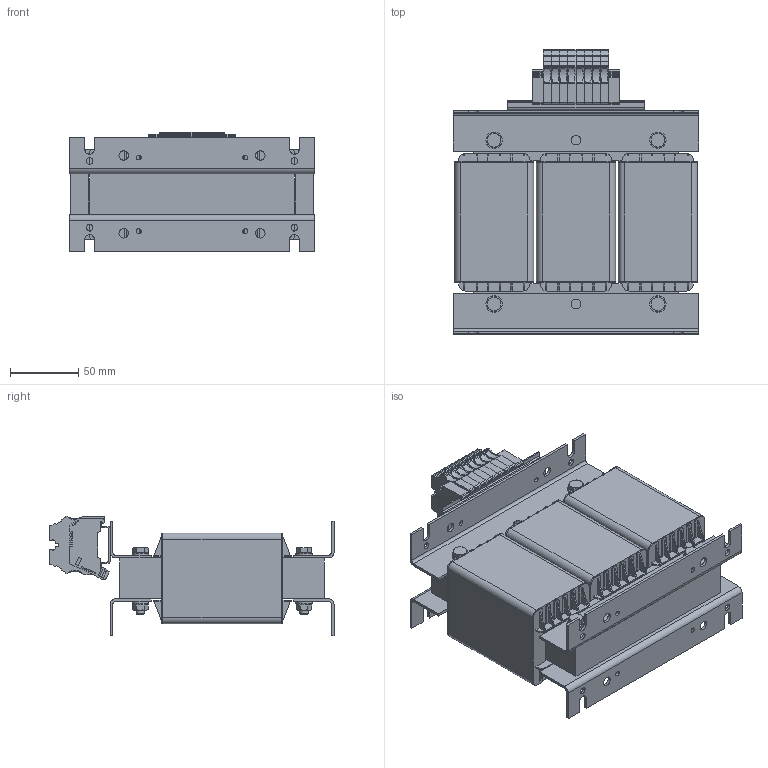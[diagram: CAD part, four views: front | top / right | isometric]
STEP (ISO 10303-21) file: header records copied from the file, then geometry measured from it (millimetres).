
FILE_DESCRIPTION(/* description */ (''),/* implementation_level */ '2;1');
FILE_NAME(/* name */ 'AUTX2.stp',/* time_stamp */ '2023-07-11T10:18:32+02:00',/* author */ ('sb'),/* organization */ (''),/* preprocessor_version */ 'ST-DEVELOPER v16.13',/* originating_system */ 'Autodesk Inventor 2018',/* authorisation */ '');
FILE_SCHEMA (('AUTOMOTIVE_DESIGN { 1 0 10303 214 3 1 1 }'));
Length unit declared in the file: millimetre
Products named in the file (14): Inductancia Toscano RC30; Núcleo RC30x30; Carrete 30x30; BRI30-3IP02; BOBINARC30x30; 7xBOR0004+1xBOR0004T; AVK 4RD_tierra; AVK 4RD; Guía DIN 120; Tornillería cierre nuclei 25x25 EIT; DIN 934 - M6; DIN 125 - A 6,4; DIN 931-1 - M6 x 45; 495049_KD3_Grey
Assembly tree (31 placements, depth 3):
  Inductancia Toscano RC30
    Núcleo RC30x30
    Carrete 30x30  x3
    BRI30-3IP02  x4
    BOBINARC30x30  x3
    7xBOR0004+1xBOR0004T
      AVK 4RD_tierra
      AVK 4RD  x7
      Guía DIN 120
    Tornillería cierre nuclei 25x25 EIT  x4
      DIN 934 - M6
      DIN 125 - A 6,4
      DIN 931-1 - M6 x 45
    495049_KD3_Grey  x2
Bounding box: 180 x 208.15 x 87.5 mm (x, y, z)
Volume: 1428014.8 mm3; surface area: 434247.8 mm2
Topology: 38 solids, 38 shells, 2506 faces, 7062 edges, 4656 vertices
Faces by surface type: plane 1728, cylinder 734, cone 44
Full cylindrical faces by diameter (mm): 3 x2, 3.5 x10, 4.3 x16, 4.917 x12, 5.8 x2, 6 x8, 6.4 x8, 7 x20, 8.9 x4, 12 x8
Entity records: 26273 total; most frequent: CARTESIAN_POINT 4818, ORIENTED_EDGE 4406, DIRECTION 4266, EDGE_CURVE 2203, LINE 1708, VECTOR 1708, VERTEX_POINT 1467, AXIS2_PLACEMENT_3D 1279
